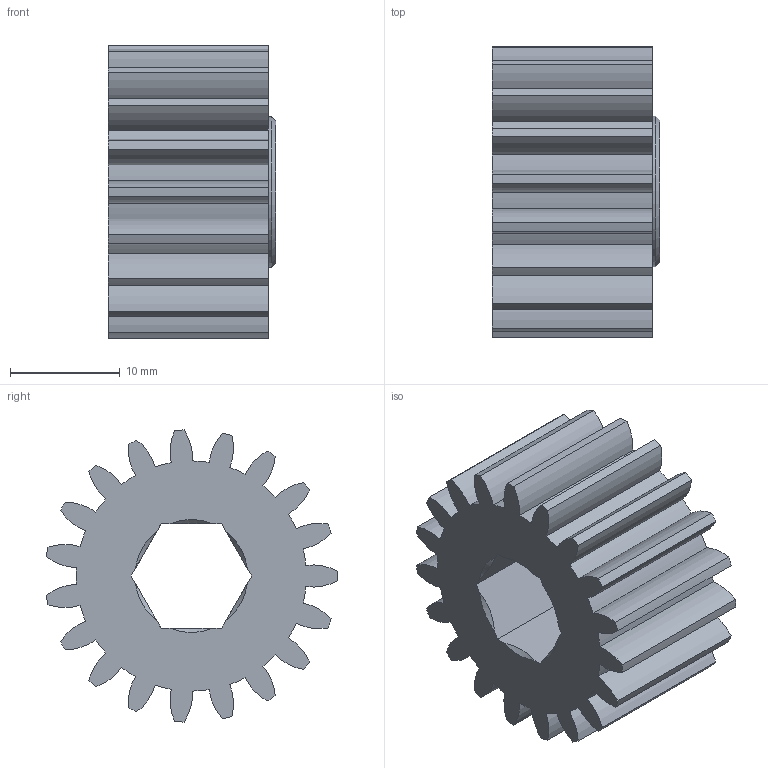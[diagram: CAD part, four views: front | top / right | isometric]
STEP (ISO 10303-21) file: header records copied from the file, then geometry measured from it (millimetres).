
FILE_DESCRIPTION(/* description */ (''),/* implementation_level */ '2;1');
FILE_NAME(/* name */ '19T 20dp 375h_Inch - Spur gear 20DP 19T 14.5PA .575FW ---S19N.5H1L0.375N.ipt.step',/* time_stamp */ '2014-01-07T11:00:41-08:00',/* author */ ('Philip'),/* organization */ (''),/* preprocessor_version */ 'ST-DEVELOPER v15.2',/* originating_system */ 'Autodesk Inventor 2014',/* authorisation */ '');
FILE_SCHEMA (('AUTOMOTIVE_DESIGN { 1 0 10303 214 3 1 1 }'));
Length unit declared in the file: inch
Products named in the file (1): 19T 20dp 375h_Inch - Spur gear 20DP 19T 14.5PA .575FW ---S19N.5H1L0.3
75N
Bounding box: 15.27 x 26.55 x 26.64 mm (x, y, z)
Volume: 5301.6 mm3; surface area: 3552.2 mm2
Topology: 1 solids, 1 shells, 99 faces, 289 edges, 193 vertices
Faces by surface type: cylinder 77, cone 13, plane 9
Full cylindrical faces by diameter (mm): 13.716 x1
Entity records: 3379 total; most frequent: DIRECTION 640, CARTESIAN_POINT 608, ORIENTED_EDGE 574, EDGE_CURVE 287, AXIS2_PLACEMENT_3D 267, VERTEX_POINT 193, CIRCLE 167, LINE 106
